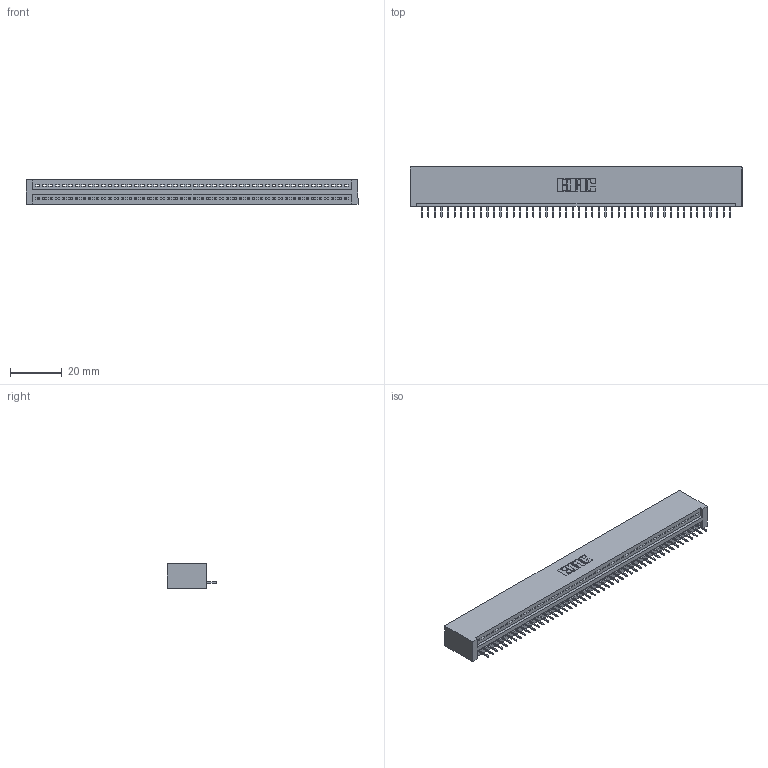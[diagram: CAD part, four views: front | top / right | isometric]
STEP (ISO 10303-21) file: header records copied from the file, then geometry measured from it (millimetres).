
FILE_DESCRIPTION (( 'STEP AP203' ), '1' );
FILE_NAME ('345-048-524-101.STEP', '2018-09-11T18:35:49', ( '' ), ( '' ), 'SwSTEP 2.0', 'SolidWorks 2016', '' );
FILE_SCHEMA (( 'CONFIG_CONTROL_DESIGN' ));
Length unit declared in the file: inch
Products named in the file (3): 345 Part_No Mounting Lugs; 345-292-001_345-293-124; 345-048-524-101
Assembly tree (49 placements, depth 2):
  345-048-524-101
    345 Part_No Mounting Lugs
    345-292-001_345-293-124  x48
Bounding box: 128.52 x 19.35 x 9.4 mm (x, y, z)
Volume: 12651.2 mm3; surface area: 16477.8 mm2
Topology: 49 solids, 49 shells, 3094 faces, 8957 edges, 5778 vertices
Faces by surface type: plane 2284, cylinder 810
Entity records: 35115 total; most frequent: CARTESIAN_POINT 6088, ORIENTED_EDGE 6070, DIRECTION 5303, EDGE_CURVE 3035, LINE 2723, VECTOR 2723, VERTEX_POINT 2018, AXIS2_PLACEMENT_3D 1290
